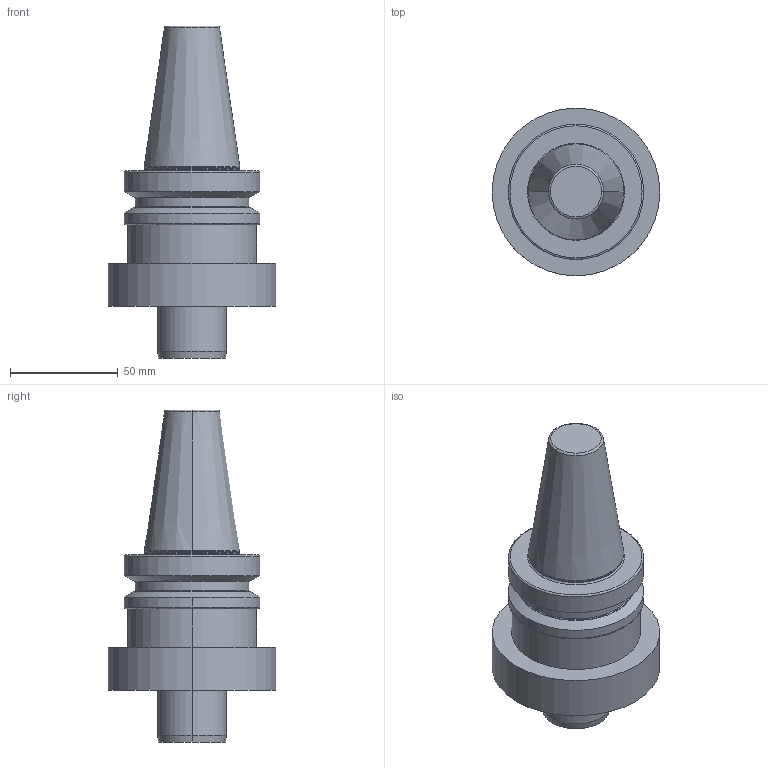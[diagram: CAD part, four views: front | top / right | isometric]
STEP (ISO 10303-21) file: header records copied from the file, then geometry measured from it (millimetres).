
FILE_DESCRIPTION(/* description */ (''),/* implementation_level */ '2;1');
FILE_NAME(/* name */ '1625831716560.stp',/* time_stamp */ '2021-07-09T17:25:27+06:00',/* author */ (''),/* organization */ ('SMS'),/* preprocessor_version */ 'ST-DEVELOPER v16.7',/* originating_system */ 'SIEMENS PLM Software NX 12.0',/* authorisation */ '');
FILE_SCHEMA (('AUTOMOTIVE_DESIGN { 1 0 10303 214 3 1 1 1 }'));
Length unit declared in the file: millimetre
Products named in the file (1): 203600404mod000_00
Bounding box: 78 x 78 x 154.4 mm (x, y, z)
Volume: 304042.6 mm3; surface area: 32929.8 mm2
Topology: 1 solids, 1 shells, 39 faces, 75 edges, 47 vertices
Faces by surface type: cylinder 12, torus 11, plane 8, cone 8
Full cylindrical faces by diameter (mm): 53 x1, 62.95 x1
Entity records: 1069 total; most frequent: DIRECTION 216, CARTESIAN_POINT 165, ORIENTED_EDGE 150, AXIS2_PLACEMENT_3D 98, EDGE_CURVE 75, CIRCLE 55, EDGE_LOOP 45, VERTEX_POINT 44
